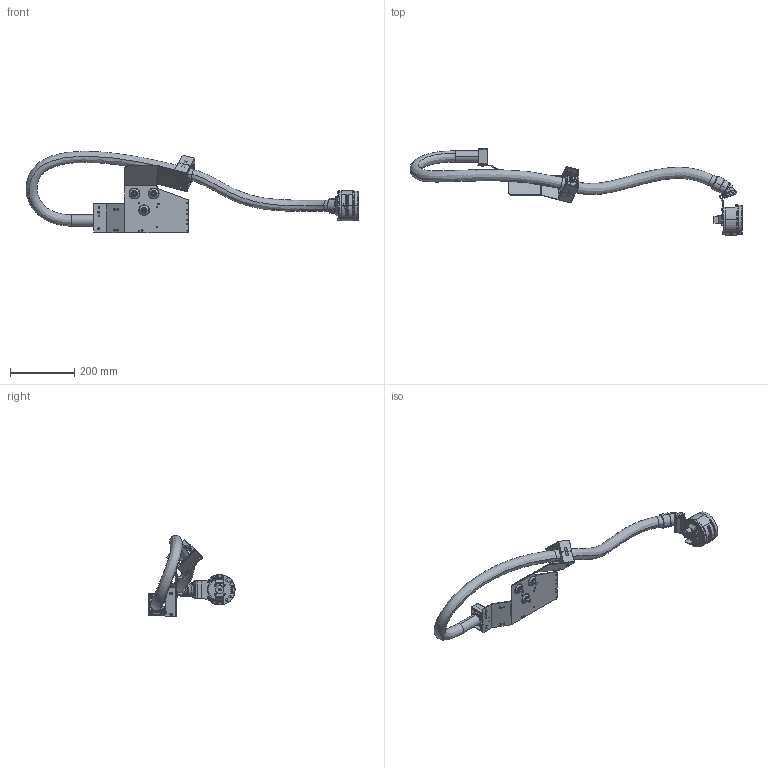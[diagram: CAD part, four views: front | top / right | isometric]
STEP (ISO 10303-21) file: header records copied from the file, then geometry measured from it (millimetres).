
FILE_DESCRIPTION (( 'STEP AP203' ), '1' );
FILE_NAME ('TS102-210.STEP', '2020-06-17T13:42:26', ( '' ), ( '' ), 'SwSTEP 2.0', 'SolidWorks 2019', '' );
FILE_SCHEMA (( 'CONFIG_CONTROL_DESIGN' ));
Products named in the file (1): TS102-210
Bounding box: 1036.59 x 269 x 253.78 mm (x, y, z)
Volume: 999652 mm3; surface area: 562782.3 mm2
Topology: 63 solids, 63 shells, 2295 faces, 5735 edges, 3588 vertices
Faces by surface type: plane 770, cylinder 701, bspline 469, torus 169, cone 142, sphere 44
Entity records: 112235 total; most frequent: CARTESIAN_POINT 59944, ORIENTED_EDGE 11318, DIRECTION 10177, EDGE_CURVE 5659, AXIS2_PLACEMENT_3D 3862, VERTEX_POINT 3588, EDGE_LOOP 2561, LINE 2453
